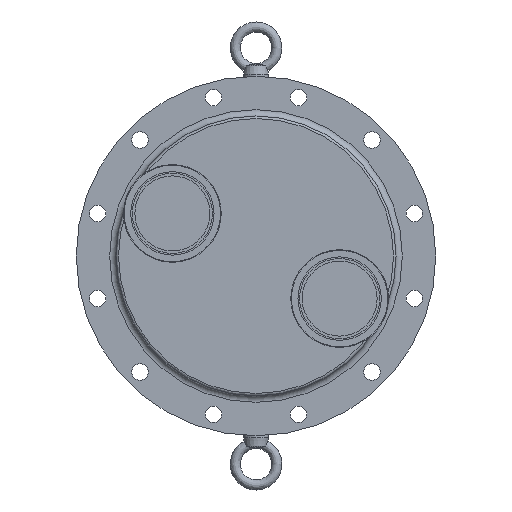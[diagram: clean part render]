
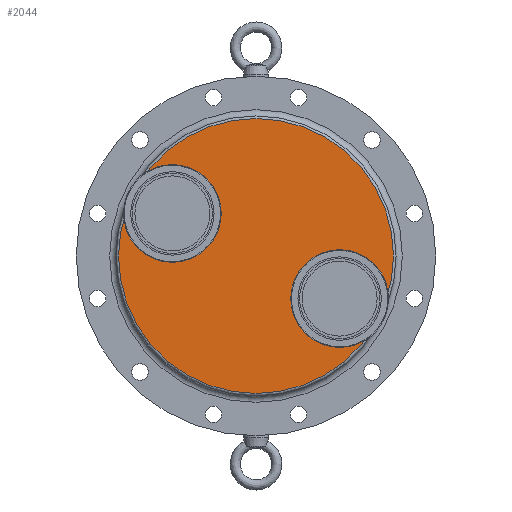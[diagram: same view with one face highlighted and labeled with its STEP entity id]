
A CAD part, left-side view. The second image highlights one B-rep face of the part: STEP entity #2044.
In plain terms, the highlighted planar face has unit normal (-1, 0, 0).
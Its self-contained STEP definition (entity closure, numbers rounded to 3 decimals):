
#44=FACE_BOUND('',#317,.T.);
#45=FACE_BOUND('',#318,.T.);
#157=PLANE('',#2198);
#203=FACE_OUTER_BOUND('',#316,.T.);
#316=EDGE_LOOP('',(#1417));
#317=EDGE_LOOP('',(#1418));
#318=EDGE_LOOP('',(#1419));
#686=CIRCLE('',#2175,33.75);
#703=CIRCLE('',#2199,109.);
#704=CIRCLE('',#2200,33.75);
#880=VERTEX_POINT('',#3169);
#894=VERTEX_POINT('',#3210);
#895=VERTEX_POINT('',#3212);
#1080=EDGE_CURVE('',#880,#880,#686,.T.);
#1100=EDGE_CURVE('',#894,#894,#703,.T.);
#1101=EDGE_CURVE('',#895,#895,#704,.T.);
#1417=ORIENTED_EDGE('',*,*,#1100,.F.);
#1418=ORIENTED_EDGE('',*,*,#1080,.F.);
#1419=ORIENTED_EDGE('',*,*,#1101,.F.);
#2044=ADVANCED_FACE('',(#203,#44,#45),#157,.T.);
#2175=AXIS2_PLACEMENT_3D('',#3170,#2486,#2487);
#2198=AXIS2_PLACEMENT_3D('',#3209,#2535,#2536);
#2199=AXIS2_PLACEMENT_3D('',#3211,#2537,#2538);
#2200=AXIS2_PLACEMENT_3D('',#3213,#2539,#2540);
#2486=DIRECTION('center_axis',(-1.,0.,0.));
#2487=DIRECTION('ref_axis',(0.,0.,1.));
#2535=DIRECTION('center_axis',(-1.,0.,0.));
#2536=DIRECTION('ref_axis',(0.,0.,1.));
#2537=DIRECTION('center_axis',(1.,0.,0.));
#2538=DIRECTION('ref_axis',(0.,0.,-1.));
#2539=DIRECTION('center_axis',(-1.,0.,0.));
#2540=DIRECTION('ref_axis',(0.,0.,1.));
#3169=CARTESIAN_POINT('',(319.,66.305,0.));
#3170=CARTESIAN_POINT('Origin',(319.,66.305,33.75));
#3209=CARTESIAN_POINT('Origin',(319.,109.,0.));
#3210=CARTESIAN_POINT('',(319.,0.,109.));
#3211=CARTESIAN_POINT('Origin',(319.,0.,0.));
#3212=CARTESIAN_POINT('',(319.,-66.305,-67.5));
#3213=CARTESIAN_POINT('Origin',(319.,-66.305,-33.75));
